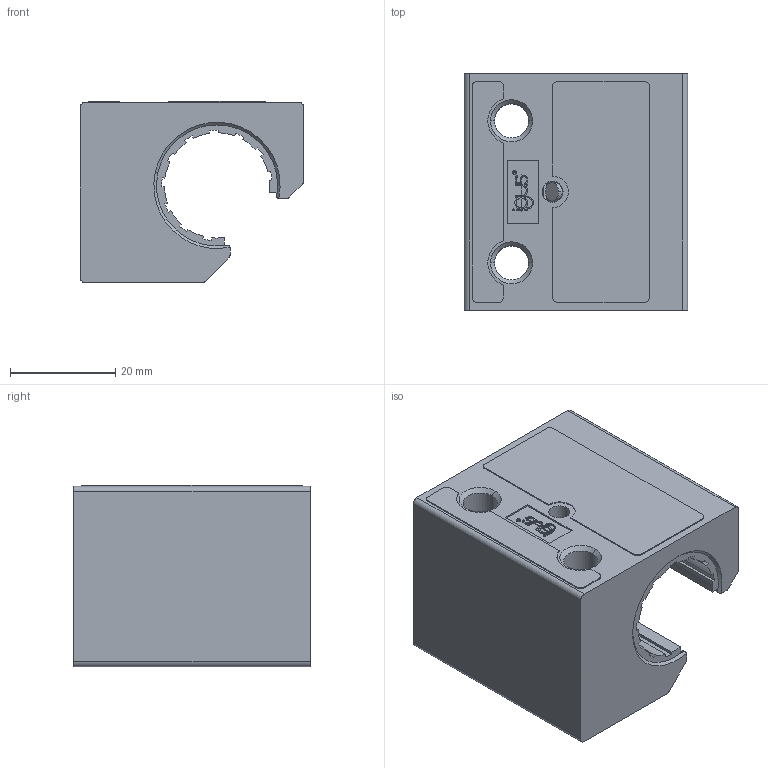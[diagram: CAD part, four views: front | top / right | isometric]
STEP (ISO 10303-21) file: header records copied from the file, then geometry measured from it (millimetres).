
FILE_DESCRIPTION (( 'STEP AP214' ), '1' );
FILE_NAME ('2023_10_06_11_39_15_0343.STEP', '2024-10-09T10:45:44', ( '' ), ( '' ), 'SwSTEP 2.0', 'SolidWorks 2024', '' );
FILE_SCHEMA (( 'AUTOMOTIVE_DESIGN' ));
Length unit declared in the file: millimetre
Products named in the file (1): 2023_10_06_11_39_15_0343
Bounding box: 42.5 x 45 x 34.5 mm (x, y, z)
Volume: 33305.6 mm3; surface area: 14451.6 mm2
Topology: 1 solids, 1 shells, 284 faces, 797 edges, 526 vertices
Faces by surface type: plane 156, cylinder 116, cone 12
Entity records: 9380 total; most frequent: CARTESIAN_POINT 1788, DIRECTION 1603, ORIENTED_EDGE 1594, EDGE_CURVE 797, LINE 545, VECTOR 545, AXIS2_PLACEMENT_3D 529, VERTEX_POINT 526
